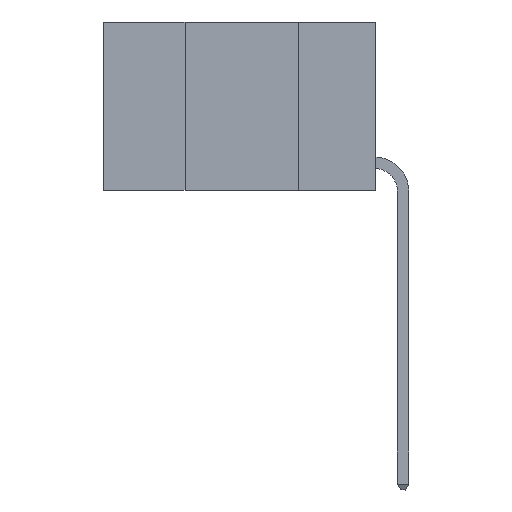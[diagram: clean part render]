
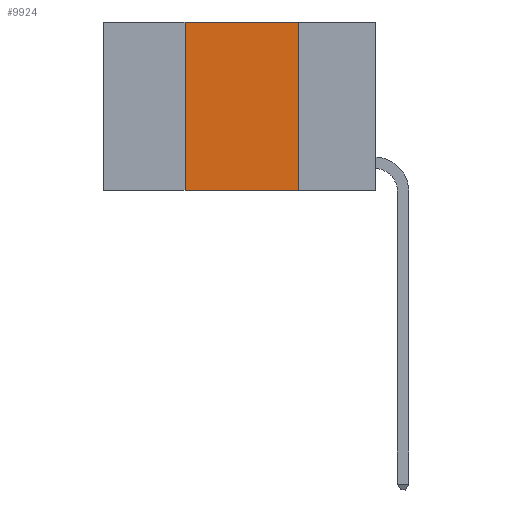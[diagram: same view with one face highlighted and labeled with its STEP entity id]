
A CAD part, left-side view. The second image highlights one B-rep face of the part: STEP entity #9924.
In plain terms, the highlighted planar face has unit normal (-1, 0, 0).
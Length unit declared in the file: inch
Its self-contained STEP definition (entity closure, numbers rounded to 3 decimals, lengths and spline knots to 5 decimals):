
#127 = CARTESIAN_POINT ( 'NONE',  ( 0., 0.42, -0.37 ) ) ;
#853 = EDGE_LOOP ( 'NONE', ( #6536, #3740, #2763, #10327 ) ) ;
#1330 = CARTESIAN_POINT ( 'NONE',  ( 0., 0.17, 0. ) ) ;
#2189 = LINE ( 'NONE', #7212, #5449 ) ;
#2763 = ORIENTED_EDGE ( 'NONE', *, *, #14096, .F. ) ;
#3444 = CARTESIAN_POINT ( 'NONE',  ( 0., 0.42, 0. ) ) ;
#3500 = FACE_OUTER_BOUND ( 'NONE', #853, .T. ) ;
#3594 = CARTESIAN_POINT ( 'NONE',  ( 0., 0.17, -0.37 ) ) ;
#3740 = ORIENTED_EDGE ( 'NONE', *, *, #5697, .F. ) ;
#3756 = EDGE_CURVE ( 'NONE', #8885, #11242, #6786, .T. ) ;
#5302 = CARTESIAN_POINT ( 'NONE',  ( 0., 0.6, 0. ) ) ;
#5449 = VECTOR ( 'NONE', #8295, 39.37008 ) ;
#5697 = EDGE_CURVE ( 'NONE', #13869, #8885, #7429, .T. ) ;
#5949 = CARTESIAN_POINT ( 'NONE',  ( 0., 0.6, 0. ) ) ;
#6415 = DIRECTION ( 'NONE',  ( 0., 0., -1. ) ) ;
#6536 = ORIENTED_EDGE ( 'NONE', *, *, #3756, .F. ) ;
#6786 = LINE ( 'NONE', #9004, #12193 ) ;
#6868 = DIRECTION ( 'NONE',  ( 0., 0., -1. ) ) ;
#7049 = DIRECTION ( 'NONE',  ( 0., -1., 0. ) ) ;
#7212 = CARTESIAN_POINT ( 'NONE',  ( 0., 0.6, -0.37 ) ) ;
#7429 = LINE ( 'NONE', #5949, #12144 ) ;
#8295 = DIRECTION ( 'NONE',  ( 0., -1., 0. ) ) ;
#8452 = AXIS2_PLACEMENT_3D ( 'NONE', #5302, #12871, #6415 ) ;
#8885 = VERTEX_POINT ( 'NONE', #1330 ) ;
#9004 = CARTESIAN_POINT ( 'NONE',  ( 0., 0.17, 0. ) ) ;
#9924 = ADVANCED_FACE ( 'NONE', ( #3500 ), #11817, .F. ) ;
#10327 = ORIENTED_EDGE ( 'NONE', *, *, #12683, .T. ) ;
#10416 = DIRECTION ( 'NONE',  ( 0., 0., 1. ) ) ;
#11242 = VERTEX_POINT ( 'NONE', #3594 ) ;
#11539 = LINE ( 'NONE', #12565, #14030 ) ;
#11817 = PLANE ( 'NONE',  #8452 ) ;
#12144 = VECTOR ( 'NONE', #7049, 39.37008 ) ;
#12193 = VECTOR ( 'NONE', #6868, 39.37008 ) ;
#12434 = VERTEX_POINT ( 'NONE', #127 ) ;
#12565 = CARTESIAN_POINT ( 'NONE',  ( 0., 0.42, 0. ) ) ;
#12683 = EDGE_CURVE ( 'NONE', #12434, #11242, #2189, .T. ) ;
#12871 = DIRECTION ( 'NONE',  ( 1., 0., 0. ) ) ;
#13869 = VERTEX_POINT ( 'NONE', #3444 ) ;
#14030 = VECTOR ( 'NONE', #10416, 39.37008 ) ;
#14096 = EDGE_CURVE ( 'NONE', #12434, #13869, #11539, .T. ) ;
